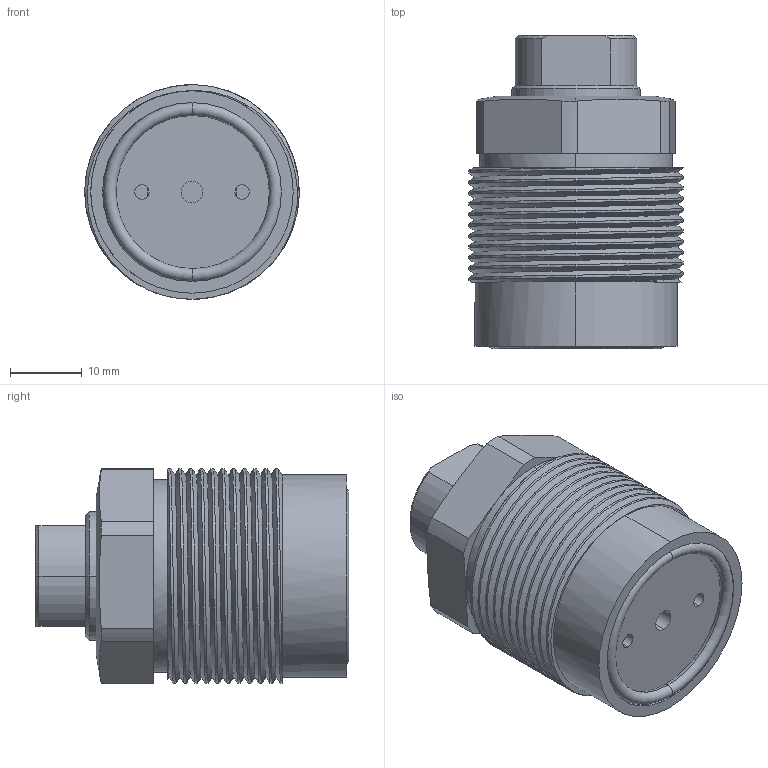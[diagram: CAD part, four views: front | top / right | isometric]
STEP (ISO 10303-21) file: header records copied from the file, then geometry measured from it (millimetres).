
FILE_DESCRIPTION (( 'STEP AP214' ), '1' );
FILE_NAME ('CTC-K030AS.STEP', '2018-10-28T06:02:44', ( '' ), ( '' ), 'SwSTEP 2.0', 'SolidWorks 2016', '' );
FILE_SCHEMA (( 'AUTOMOTIVE_DESIGN' ));
Length unit declared in the file: millimetre
Products named in the file (4): CTC-K030(0); CTC-K030AS(HSG); CTC-K030AS(BT) -; CTC-K030AS
Assembly tree (3 placements, depth 2):
  CTC-K030AS
    CTC-K030AS(BT) -
    CTC-K030AS(HSG)
    CTC-K030(0)
Bounding box: 29.99 x 43.79 x 30 mm (x, y, z)
Volume: 20894.3 mm3; surface area: 11716.8 mm2
Topology: 3 solids, 3 shells, 98 faces, 238 edges, 150 vertices
Faces by surface type: cylinder 55, plane 28, cone 9, torus 4, bspline 2
Entity records: 4516 total; most frequent: CARTESIAN_POINT 2141, ORIENTED_EDGE 472, DIRECTION 471, EDGE_CURVE 236, AXIS2_PLACEMENT_3D 193, VERTEX_POINT 150, EDGE_LOOP 108, ADVANCED_FACE 98
